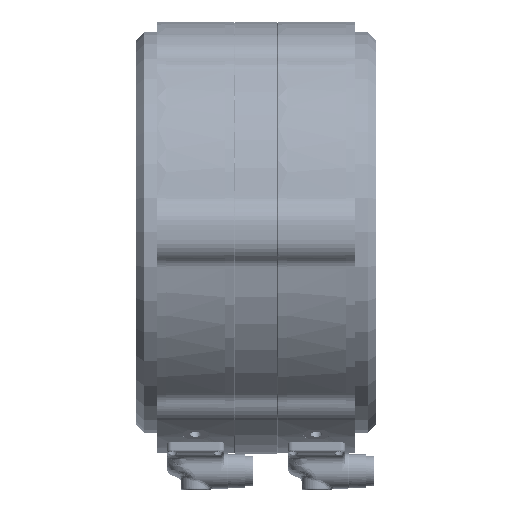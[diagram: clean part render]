
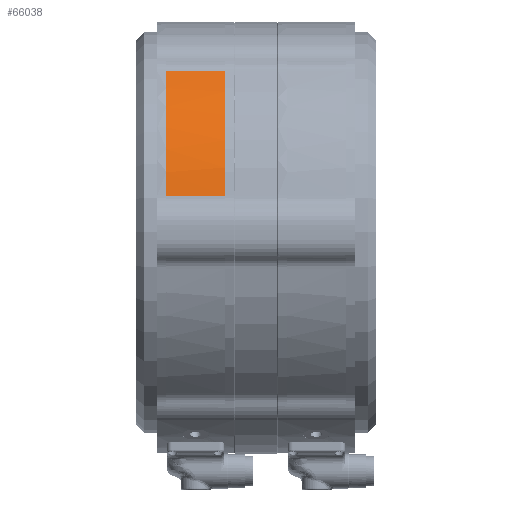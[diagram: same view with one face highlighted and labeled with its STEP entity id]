
A CAD part, left-side view. The second image highlights one B-rep face of the part: STEP entity #66038.
In plain terms, the highlighted cylindrical face has radius 128 mm (diameter 256 mm), a partial arc.
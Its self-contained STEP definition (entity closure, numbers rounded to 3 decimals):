
#1077 = DIRECTION ( 'NONE',  ( 0., 0., 1. ) ) ;
#1748 = EDGE_CURVE ( 'NONE', #98140, #60424, #62876, .T. ) ;
#2366 = CARTESIAN_POINT ( 'NONE',  ( -82.177, -17.8, 98.137 ) ) ;
#3803 = DIRECTION ( 'NONE',  ( 0., 0., 1. ) ) ;
#5171 = CARTESIAN_POINT ( 'NONE',  ( -126.078, -17.8, 22.099 ) ) ;
#6020 = DIRECTION ( 'NONE',  ( 0., -1., 0. ) ) ;
#8308 = CARTESIAN_POINT ( 'NONE',  ( 0., -17.8, 0. ) ) ;
#8681 = EDGE_LOOP ( 'NONE', ( #102222, #55235, #102589, #41755 ) ) ;
#9677 = LINE ( 'NONE', #60619, #79569 ) ;
#14592 = AXIS2_PLACEMENT_3D ( 'NONE', #82727, #6020, #3803 ) ;
#16430 = CIRCLE ( 'NONE', #14592, 128. ) ;
#18335 = DIRECTION ( 'NONE',  ( 0., 0., 1. ) ) ;
#20529 = CARTESIAN_POINT ( 'NONE',  ( -82.177, 17.8, 98.137 ) ) ;
#21541 = EDGE_CURVE ( 'NONE', #38268, #98140, #94462, .T. ) ;
#25070 = DIRECTION ( 'NONE',  ( 0., 1., 0. ) ) ;
#25633 = CYLINDRICAL_SURFACE ( 'NONE', #43006, 128. ) ;
#38268 = VERTEX_POINT ( 'NONE', #2366 ) ;
#40567 = VERTEX_POINT ( 'NONE', #20529 ) ;
#41755 = ORIENTED_EDGE ( 'NONE', *, *, #49643, .T. ) ;
#43006 = AXIS2_PLACEMENT_3D ( 'NONE', #8308, #25070, #18335 ) ;
#45591 = EDGE_CURVE ( 'NONE', #40567, #60424, #16430, .T. ) ;
#49536 = CARTESIAN_POINT ( 'NONE',  ( -126.078, -17.8, 22.099 ) ) ;
#49643 = EDGE_CURVE ( 'NONE', #38268, #40567, #9677, .T. ) ;
#53274 = AXIS2_PLACEMENT_3D ( 'NONE', #104110, #69369, #1077 ) ;
#55235 = ORIENTED_EDGE ( 'NONE', *, *, #1748, .F. ) ;
#60424 = VERTEX_POINT ( 'NONE', #64177 ) ;
#60619 = CARTESIAN_POINT ( 'NONE',  ( -82.177, -17.8, 98.137 ) ) ;
#62876 = LINE ( 'NONE', #5171, #91752 ) ;
#64177 = CARTESIAN_POINT ( 'NONE',  ( -126.078, 17.8, 22.099 ) ) ;
#65098 = DIRECTION ( 'NONE',  ( 0., 1., 0. ) ) ;
#66038 = ADVANCED_FACE ( 'NONE', ( #69850 ), #25633, .T. ) ;
#69369 = DIRECTION ( 'NONE',  ( 0., -1., 0. ) ) ;
#69850 = FACE_OUTER_BOUND ( 'NONE', #8681, .T. ) ;
#79569 = VECTOR ( 'NONE', #85832, 1000. ) ;
#82727 = CARTESIAN_POINT ( 'NONE',  ( 0., 17.8, 0. ) ) ;
#85832 = DIRECTION ( 'NONE',  ( 0., 1., 0. ) ) ;
#91752 = VECTOR ( 'NONE', #65098, 1000. ) ;
#94462 = CIRCLE ( 'NONE', #53274, 128. ) ;
#98140 = VERTEX_POINT ( 'NONE', #49536 ) ;
#102222 = ORIENTED_EDGE ( 'NONE', *, *, #45591, .T. ) ;
#102589 = ORIENTED_EDGE ( 'NONE', *, *, #21541, .F. ) ;
#104110 = CARTESIAN_POINT ( 'NONE',  ( 0., -17.8, 0. ) ) ;
